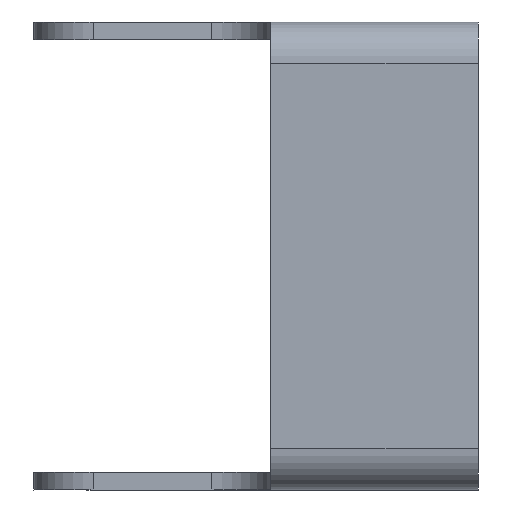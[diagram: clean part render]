
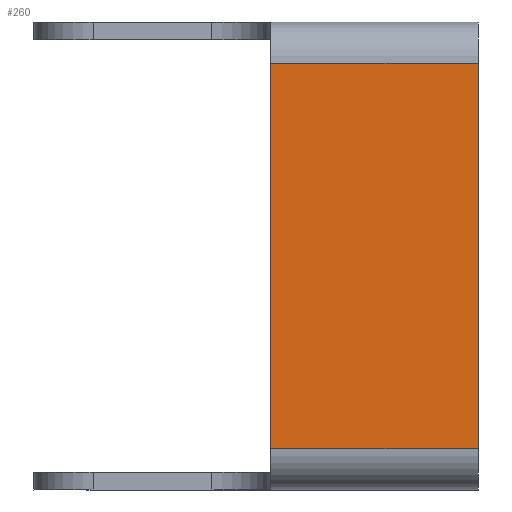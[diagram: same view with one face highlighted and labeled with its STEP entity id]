
A CAD part, left-side view. The second image highlights one B-rep face of the part: STEP entity #260.
In plain terms, the highlighted planar face has unit normal (-1, 0, 0).
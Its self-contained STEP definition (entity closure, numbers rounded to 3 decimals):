
#20 = CARTESIAN_POINT ( 'NONE',  ( -83., 0., 32.5 ) ) ;
#70 = DIRECTION ( 'NONE',  ( 0., 0., 1. ) ) ;
#141 = VERTEX_POINT ( 'NONE', #432 ) ;
#156 = ORIENTED_EDGE ( 'NONE', *, *, #1107, .F. ) ;
#211 = DIRECTION ( 'NONE',  ( 0., 0., 1. ) ) ;
#239 = CARTESIAN_POINT ( 'NONE',  ( -83., 0., 32.5 ) ) ;
#260 = ADVANCED_FACE ( 'NONE', ( #474 ), #1669, .F. ) ;
#291 = EDGE_CURVE ( 'NONE', #141, #943, #483, .T. ) ;
#305 = EDGE_CURVE ( 'NONE', #1577, #943, #496, .T. ) ;
#339 = CARTESIAN_POINT ( 'NONE',  ( -83., 35., 32.5 ) ) ;
#390 = VECTOR ( 'NONE', #1000, 1000. ) ;
#432 = CARTESIAN_POINT ( 'NONE',  ( -83., 35., 32.5 ) ) ;
#468 = VECTOR ( 'NONE', #211, 1000. ) ;
#474 = FACE_OUTER_BOUND ( 'NONE', #591, .T. ) ;
#477 = CARTESIAN_POINT ( 'NONE',  ( -83., 35., -32.5 ) ) ;
#479 = CARTESIAN_POINT ( 'NONE',  ( -83., 35., 32.5 ) ) ;
#483 = LINE ( 'NONE', #1662, #957 ) ;
#496 = LINE ( 'NONE', #239, #468 ) ;
#569 = CARTESIAN_POINT ( 'NONE',  ( -83., 0., -32.5 ) ) ;
#591 = EDGE_LOOP ( 'NONE', ( #867, #1566, #156, #724 ) ) ;
#618 = DIRECTION ( 'NONE',  ( 0., -1., 0. ) ) ;
#635 = DIRECTION ( 'NONE',  ( 1., 0., 0. ) ) ;
#664 = VECTOR ( 'NONE', #70, 1000. ) ;
#724 = ORIENTED_EDGE ( 'NONE', *, *, #1707, .T. ) ;
#867 = ORIENTED_EDGE ( 'NONE', *, *, #305, .T. ) ;
#898 = VERTEX_POINT ( 'NONE', #1341 ) ;
#943 = VERTEX_POINT ( 'NONE', #20 ) ;
#957 = VECTOR ( 'NONE', #618, 1000. ) ;
#1000 = DIRECTION ( 'NONE',  ( 0., -1., 0. ) ) ;
#1107 = EDGE_CURVE ( 'NONE', #898, #141, #1252, .T. ) ;
#1252 = LINE ( 'NONE', #479, #664 ) ;
#1341 = CARTESIAN_POINT ( 'NONE',  ( -83., 35., -32.5 ) ) ;
#1502 = LINE ( 'NONE', #477, #390 ) ;
#1555 = DIRECTION ( 'NONE',  ( 0., 0., -1. ) ) ;
#1563 = AXIS2_PLACEMENT_3D ( 'NONE', #339, #635, #1555 ) ;
#1566 = ORIENTED_EDGE ( 'NONE', *, *, #291, .F. ) ;
#1577 = VERTEX_POINT ( 'NONE', #569 ) ;
#1662 = CARTESIAN_POINT ( 'NONE',  ( -83., 35., 32.5 ) ) ;
#1669 = PLANE ( 'NONE',  #1563 ) ;
#1707 = EDGE_CURVE ( 'NONE', #898, #1577, #1502, .T. ) ;
